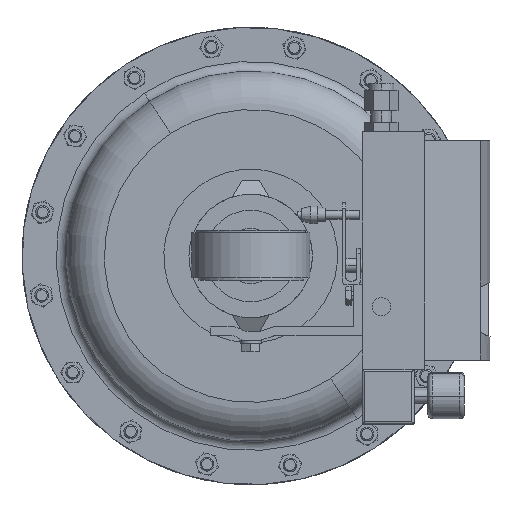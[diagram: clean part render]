
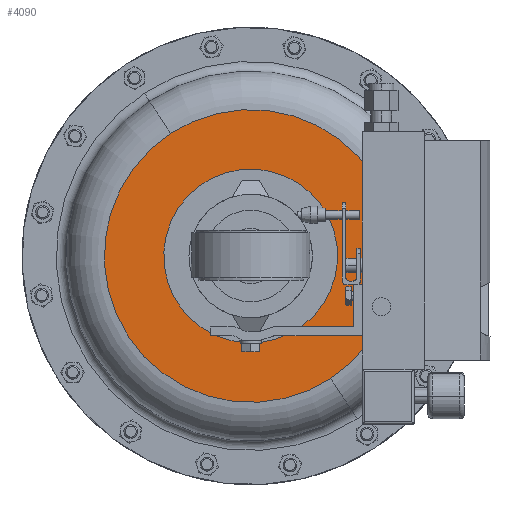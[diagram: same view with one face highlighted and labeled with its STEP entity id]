
A CAD part, front view. The second image highlights one B-rep face of the part: STEP entity #4090.
In plain terms, the highlighted planar face has unit normal (0, -1, 0).
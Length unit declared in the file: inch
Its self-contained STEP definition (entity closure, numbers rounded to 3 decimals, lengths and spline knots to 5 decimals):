
#37 = DIRECTION ( 'NONE',  ( -0.73, 0., 0.684 ) ) ;
#462 = VERTEX_POINT ( 'NONE', #5834 ) ;
#989 = CIRCLE ( 'NONE', #3077, 2.375 ) ;
#2778 = DIRECTION ( 'NONE',  ( 0., 1., 0. ) ) ;
#3077 = AXIS2_PLACEMENT_3D ( 'NONE', #33759, #16923, #37 ) ;
#3365 = CIRCLE ( 'NONE', #32930, 4. ) ;
#4090 = ADVANCED_FACE ( 'NONE', ( #30764, #29021 ), #21171, .T. ) ;
#4308 = DIRECTION ( 'NONE',  ( 0., -1., 0. ) ) ;
#4467 = CIRCLE ( 'NONE', #7090, 2.375 ) ;
#5834 = CARTESIAN_POINT ( 'NONE',  ( -1.73357, 7.8175, 2.28588 ) ) ;
#7090 = AXIS2_PLACEMENT_3D ( 'NONE', #19639, #2778, #22476 ) ;
#9090 = VERTEX_POINT ( 'NONE', #19015 ) ;
#10309 = DIRECTION ( 'NONE',  ( 0., 1., 0. ) ) ;
#11053 = ORIENTED_EDGE ( 'NONE', *, *, #27929, .T. ) ;
#11732 = ORIENTED_EDGE ( 'NONE', *, *, #31784, .F. ) ;
#13955 = CARTESIAN_POINT ( 'NONE',  ( -2.18778, 7.8175, 4.01118 ) ) ;
#14162 = EDGE_CURVE ( 'NONE', #9090, #462, #4467, .T. ) ;
#15675 = AXIS2_PLACEMENT_3D ( 'NONE', #23889, #4308, #24003 ) ;
#16431 = CARTESIAN_POINT ( 'NONE',  ( 0., 7.8175, 0.6625 ) ) ;
#16923 = DIRECTION ( 'NONE',  ( 0., 1., 0. ) ) ;
#18493 = EDGE_LOOP ( 'NONE', ( #25931, #11732 ) ) ;
#19015 = CARTESIAN_POINT ( 'NONE',  ( 1.73357, 7.8175, -0.96088 ) ) ;
#19270 = DIRECTION ( 'NONE',  ( 0.547, 0., -0.837 ) ) ;
#19534 = VERTEX_POINT ( 'NONE', #30295 ) ;
#19639 = CARTESIAN_POINT ( 'NONE',  ( 0., 7.8175, 0.6625 ) ) ;
#21171 = PLANE ( 'NONE',  #15675 ) ;
#22476 = DIRECTION ( 'NONE',  ( -0.73, 0., 0.684 ) ) ;
#23806 = EDGE_CURVE ( 'NONE', #19534, #27904, #3365, .T. ) ;
#23889 = CARTESIAN_POINT ( 'NONE',  ( -3.34868, 7.8175, -1.52528 ) ) ;
#24003 = DIRECTION ( 'NONE',  ( -0.547, 0., 0.837 ) ) ;
#25931 = ORIENTED_EDGE ( 'NONE', *, *, #23806, .F. ) ;
#26755 = EDGE_LOOP ( 'NONE', ( #30572, #11053 ) ) ;
#27189 = CARTESIAN_POINT ( 'NONE',  ( 0., 7.8175, 0.6625 ) ) ;
#27904 = VERTEX_POINT ( 'NONE', #13955 ) ;
#27929 = EDGE_CURVE ( 'NONE', #462, #9090, #989, .T. ) ;
#28623 = AXIS2_PLACEMENT_3D ( 'NONE', #16431, #36099, #19270 ) ;
#29021 = FACE_BOUND ( 'NONE', #26755, .T. ) ;
#29998 = DIRECTION ( 'NONE',  ( 0.547, 0., -0.837 ) ) ;
#30295 = CARTESIAN_POINT ( 'NONE',  ( 2.18778, 7.8175, -2.68618 ) ) ;
#30572 = ORIENTED_EDGE ( 'NONE', *, *, #14162, .T. ) ;
#30764 = FACE_OUTER_BOUND ( 'NONE', #18493, .T. ) ;
#31784 = EDGE_CURVE ( 'NONE', #27904, #19534, #35553, .T. ) ;
#32930 = AXIS2_PLACEMENT_3D ( 'NONE', #27189, #10309, #29998 ) ;
#33759 = CARTESIAN_POINT ( 'NONE',  ( 0., 7.8175, 0.6625 ) ) ;
#35553 = CIRCLE ( 'NONE', #28623, 4. ) ;
#36099 = DIRECTION ( 'NONE',  ( 0., 1., 0. ) ) ;
